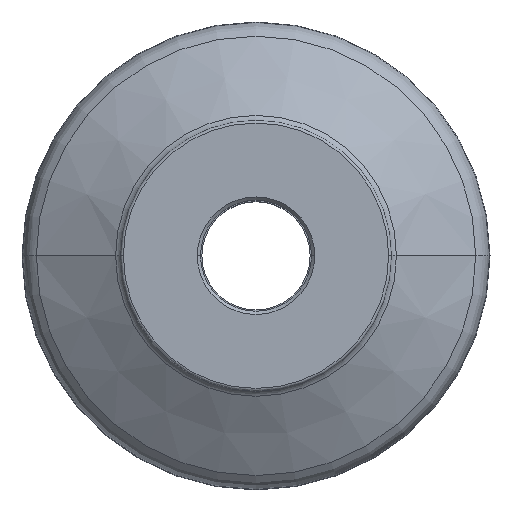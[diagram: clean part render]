
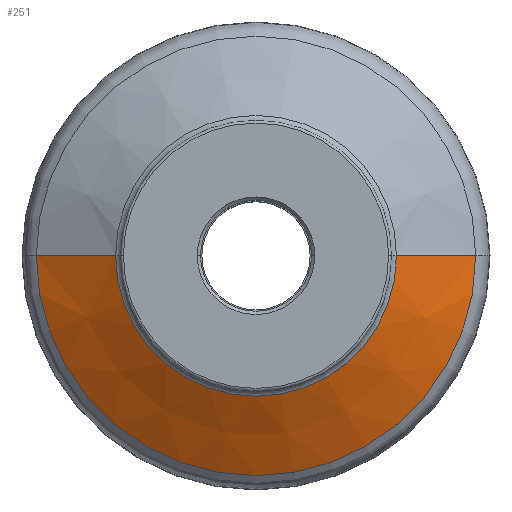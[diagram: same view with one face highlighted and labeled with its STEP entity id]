
A CAD part, top view. The second image highlights one B-rep face of the part: STEP entity #251.
In plain terms, the highlighted conical face has half-angle 60 degrees and reference radius 66.5 mm.
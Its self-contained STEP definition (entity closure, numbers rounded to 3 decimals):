
#97=CONICAL_SURFACE('',#2339,66.5,60.);
#251=ADVANCED_FACE('',(#477),#97,.T.);
#477=FACE_OUTER_BOUND('',#607,.T.);
#607=EDGE_LOOP('',(#1112,#1113,#1114,#1115));
#1112=ORIENTED_EDGE('',*,*,#1428,.T.);
#1113=ORIENTED_EDGE('',*,*,#1505,.F.);
#1114=ORIENTED_EDGE('',*,*,#1429,.F.);
#1115=ORIENTED_EDGE('',*,*,#1425,.F.);
#1204=VERTEX_POINT('',#5063);
#1205=VERTEX_POINT('',#5065);
#1206=VERTEX_POINT('',#5071);
#1207=VERTEX_POINT('',#5073);
#1425=EDGE_CURVE('',#1204,#1205,#1762,.T.);
#1428=EDGE_CURVE('',#1204,#1206,#1938,.T.);
#1429=EDGE_CURVE('',#1205,#1207,#1939,.T.);
#1505=EDGE_CURVE('',#1207,#1206,#1820,.T.);
#1762=CIRCLE('',#2242,81.133);
#1820=CIRCLE('',#2337,51.866);
#1938=LINE('',#5070,#1967);
#1939=LINE('',#5072,#1968);
#1967=VECTOR('',#2705,1.);
#1968=VECTOR('',#2706,1.);
#2242=AXIS2_PLACEMENT_3D('',#5064,#2695,#2696);
#2337=AXIS2_PLACEMENT_3D('',#5251,#2901,#2902);
#2339=AXIS2_PLACEMENT_3D('',#5253,#2905,#2906);
#2695=DIRECTION('',(0.,0.,-1.));
#2696=DIRECTION('',(1.,0.,0.));
#2705=DIRECTION('',(-0.866,0.,0.5));
#2706=DIRECTION('',(0.866,0.,0.5));
#2901=DIRECTION('',(0.,0.,1.));
#2902=DIRECTION('',(-1.,0.,0.));
#2905=DIRECTION('',(0.,0.,-1.));
#2906=DIRECTION('',(1.,0.,0.));
#5063=CARTESIAN_POINT('',(81.133,0.,-38.113));
#5064=CARTESIAN_POINT('',(0.,0.,-38.113));
#5065=CARTESIAN_POINT('',(-81.133,0.,-38.113));
#5070=CARTESIAN_POINT('',(51.866,0.,-21.216));
#5071=CARTESIAN_POINT('',(51.866,0.,-21.216));
#5072=CARTESIAN_POINT('',(-51.866,0.,-21.216));
#5073=CARTESIAN_POINT('',(-51.866,0.,-21.216));
#5251=CARTESIAN_POINT('',(0.,0.,-21.216));
#5253=CARTESIAN_POINT('',(0.,0.,-29.665));
